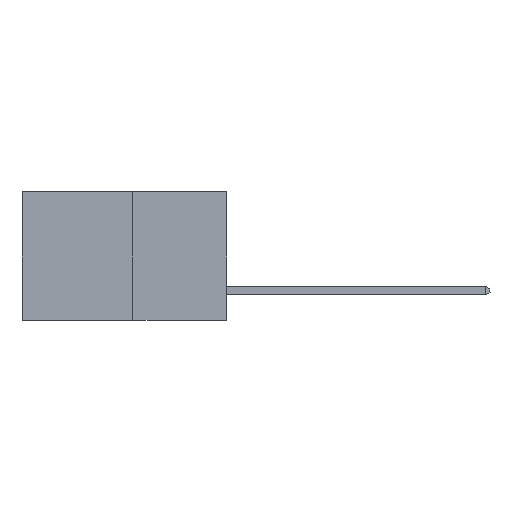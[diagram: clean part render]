
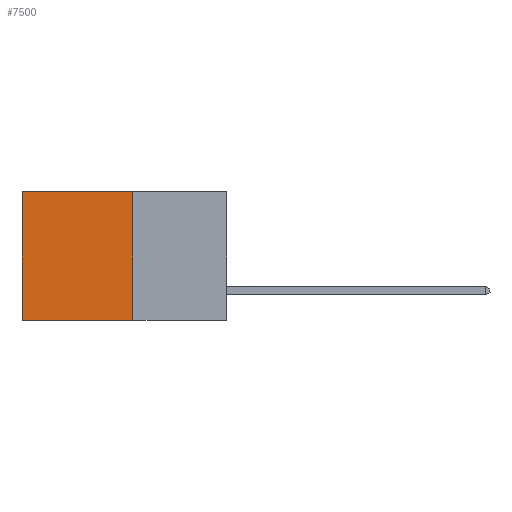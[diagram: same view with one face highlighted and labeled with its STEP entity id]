
A CAD part, left-side view. The second image highlights one B-rep face of the part: STEP entity #7500.
In plain terms, the highlighted planar face has unit normal (-1, 0, 0).
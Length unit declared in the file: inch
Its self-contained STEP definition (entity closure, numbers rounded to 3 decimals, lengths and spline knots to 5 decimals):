
#148 = LINE ( 'NONE', #11958, #10629 ) ;
#445 = LINE ( 'NONE', #9233, #10091 ) ;
#1205 = LINE ( 'NONE', #9639, #10753 ) ;
#1515 = DIRECTION ( 'NONE',  ( 1., 0., 0. ) ) ;
#1589 = FACE_OUTER_BOUND ( 'NONE', #9124, .T. ) ;
#1735 = DIRECTION ( 'NONE',  ( 0., 1., 0. ) ) ;
#2136 = VERTEX_POINT ( 'NONE', #9645 ) ;
#2143 = VERTEX_POINT ( 'NONE', #9165 ) ;
#2545 = EDGE_CURVE ( 'NONE', #2136, #3809, #445, .T. ) ;
#2672 = EDGE_CURVE ( 'NONE', #2143, #2136, #1205, .T. ) ;
#2898 = ORIENTED_EDGE ( 'NONE', *, *, #6147, .F. ) ;
#3053 = PLANE ( 'NONE',  #7872 ) ;
#3809 = VERTEX_POINT ( 'NONE', #5773 ) ;
#3886 = DIRECTION ( 'NONE',  ( 0., 1., 0. ) ) ;
#4610 = ORIENTED_EDGE ( 'NONE', *, *, #2672, .T. ) ;
#5270 = DIRECTION ( 'NONE',  ( 0., 0., -1. ) ) ;
#5421 = VERTEX_POINT ( 'NONE', #7470 ) ;
#5754 = DIRECTION ( 'NONE',  ( 0., 0., -1. ) ) ;
#5773 = CARTESIAN_POINT ( 'NONE',  ( 0.277, 0.59, -0.37 ) ) ;
#6147 = EDGE_CURVE ( 'NONE', #5421, #3809, #10985, .T. ) ;
#6198 = ORIENTED_EDGE ( 'NONE', *, *, #10634, .F. ) ;
#6253 = VECTOR ( 'NONE', #3886, 39.37008 ) ;
#6659 = ORIENTED_EDGE ( 'NONE', *, *, #2545, .T. ) ;
#7130 = DIRECTION ( 'NONE',  ( 0., 0., -1. ) ) ;
#7470 = CARTESIAN_POINT ( 'NONE',  ( 0.277, 0.27, -0.37 ) ) ;
#7500 = ADVANCED_FACE ( 'NONE', ( #1589 ), #3053, .F. ) ;
#7872 = AXIS2_PLACEMENT_3D ( 'NONE', #10223, #1515, #5270 ) ;
#8053 = CARTESIAN_POINT ( 'NONE',  ( 0.277, 0.27, -0.37 ) ) ;
#9124 = EDGE_LOOP ( 'NONE', ( #6659, #2898, #6198, #4610 ) ) ;
#9165 = CARTESIAN_POINT ( 'NONE',  ( 0.277, 0.27, 0. ) ) ;
#9233 = CARTESIAN_POINT ( 'NONE',  ( 0.277, 0.59, -0.37 ) ) ;
#9639 = CARTESIAN_POINT ( 'NONE',  ( 0.277, 0.27, 0. ) ) ;
#9645 = CARTESIAN_POINT ( 'NONE',  ( 0.277, 0.59, 0. ) ) ;
#10091 = VECTOR ( 'NONE', #7130, 39.37008 ) ;
#10223 = CARTESIAN_POINT ( 'NONE',  ( 0.277, 0.27, -0.37 ) ) ;
#10629 = VECTOR ( 'NONE', #5754, 39.37008 ) ;
#10634 = EDGE_CURVE ( 'NONE', #2143, #5421, #148, .T. ) ;
#10753 = VECTOR ( 'NONE', #1735, 39.37008 ) ;
#10985 = LINE ( 'NONE', #8053, #6253 ) ;
#11958 = CARTESIAN_POINT ( 'NONE',  ( 0.277, 0.27, -0.37 ) ) ;
